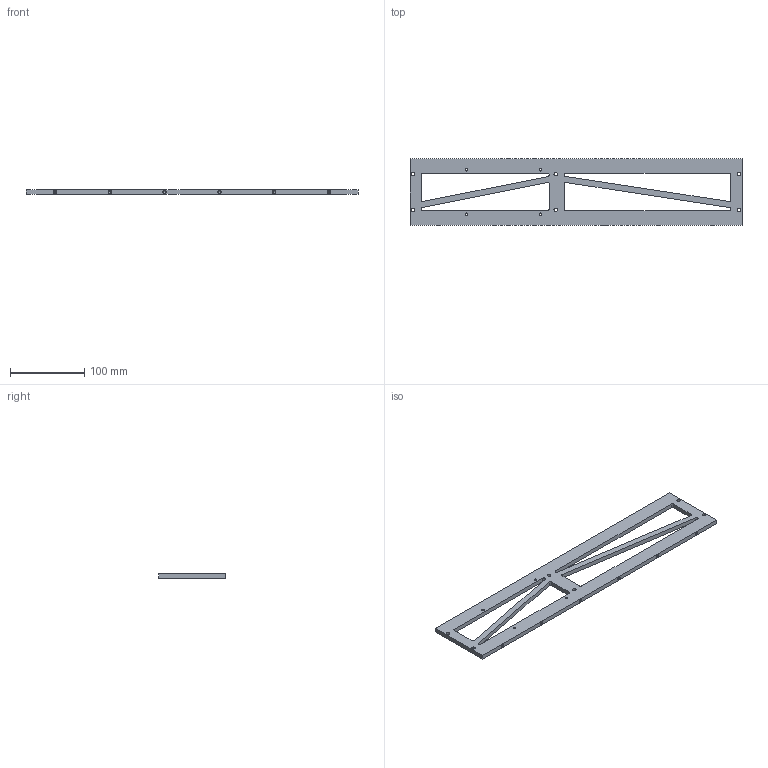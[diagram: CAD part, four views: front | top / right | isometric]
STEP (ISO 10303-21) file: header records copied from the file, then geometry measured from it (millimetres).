
FILE_DESCRIPTION(('STEP AP242'), '1');
FILE_NAME('ÅÐÂË.741128.004_Ïëàñòèíà êàðêàñà', '', ('UNSPECIFIED'), ('UNSPECIFIED'), 'C3D Converter', 'C3D Toolkit', '');
FILE_SCHEMA(('AP242_MANAGED_MODEL_BASED_3D_ENGINEERING_MIM_LF { 1 0 10303 442 1 1 4 }'));
Length unit declared in the file: millimetre
Products named in the file (1): ЕРВЛ.741128.004_Пластина каркаса
Bounding box: 448 x 90 x 6 mm (x, y, z)
Volume: 140432.8 mm3; surface area: 65665.2 mm2
Topology: 1 solids, 1 shells, 58 faces, 156 edges, 100 vertices
Faces by surface type: cylinder 28, plane 18, cone 12
Full cylindrical faces by diameter (mm): 3.2 x4, 3.3 x6, 4.8 x6
Entity records: 3399 total; most frequent: CARTESIAN_POINT 1523, DIRECTION 278, ORIENTED_EDGE 244, EDGE_CURVE 122, EDGE_LOOP 114, AXIS2_PLACEMENT_3D 109, VERTEX_POINT 94, FACE_BOUND 64
